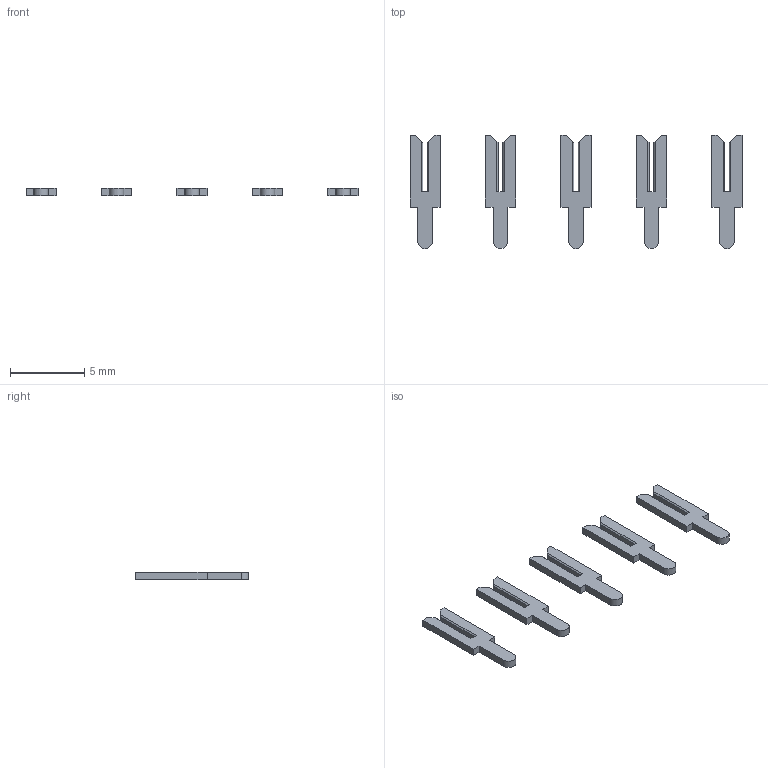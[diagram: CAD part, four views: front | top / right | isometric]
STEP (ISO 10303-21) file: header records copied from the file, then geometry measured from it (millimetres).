
FILE_DESCRIPTION (( 'STEP AP203' ), '1' );
FILE_NAME ('103-005-253-200.STEP', '2020-04-09T19:37:13', ( '' ), ( '' ), 'SwSTEP 2.0', 'SolidWorks 2016', '' );
FILE_SCHEMA (( 'CONFIG_CONTROL_DESIGN' ));
Length unit declared in the file: inch
Products named in the file (2): 103-005-253-200; 100-290-001_100-290-253
Assembly tree (5 placements, depth 2):
  103-005-253-200
    100-290-001_100-290-253  x5
Bounding box: 22.35 x 7.62 x 0.51 mm (x, y, z)
Volume: 27.6 mm3; surface area: 172 mm2
Topology: 5 solids, 5 shells, 100 faces, 270 edges, 180 vertices
Faces by surface type: plane 95, cylinder 5
Entity records: 948 total; most frequent: CARTESIAN_POINT 118, DIRECTION 112, ORIENTED_EDGE 108, EDGE_CURVE 54, LINE 52, VECTOR 52, VERTEX_POINT 36, AXIS2_PLACEMENT_3D 30
